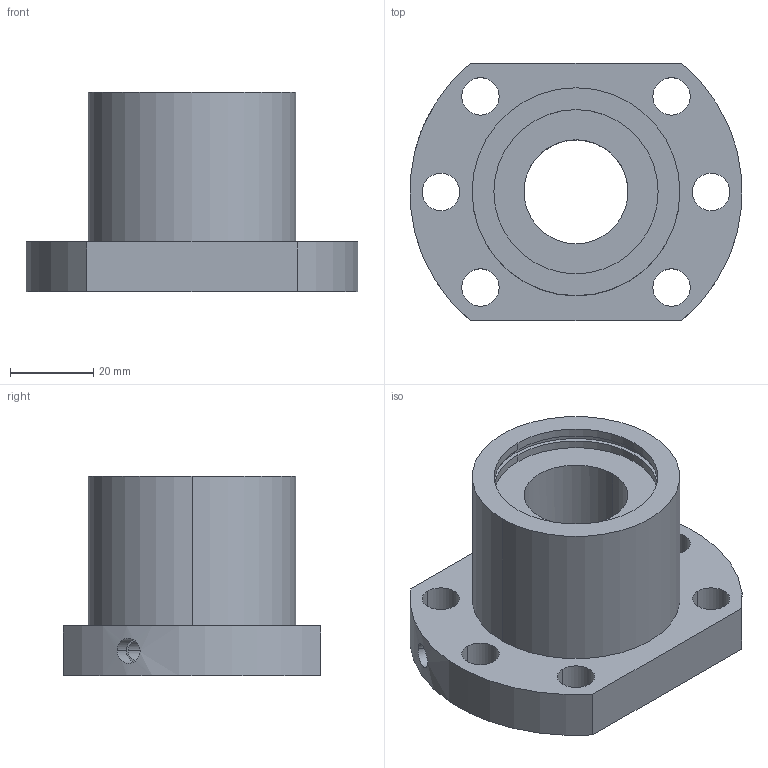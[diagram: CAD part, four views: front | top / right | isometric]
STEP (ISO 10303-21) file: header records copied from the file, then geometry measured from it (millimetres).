
FILE_DESCRIPTION((''),'2;1');
FILE_NAME('R32-5K6-FSC','2011-02-09T',('cstsai'),(''),'PRO/ENGINEER BY PARAMETRIC TECHNOLOGY CORPORATION, 2010280','PRO/ENGINEER BY PARAMETRIC TECHNOLOGY CORPORATION, 2010280','');
FILE_SCHEMA(('CONFIG_CONTROL_DESIGN'));
Length unit declared in the file: millimetre
Products named in the file (1): R32-5K6-FSC
Bounding box: 79.74 x 62 x 48 mm (x, y, z)
Volume: 86399.9 mm3; surface area: 22796.4 mm2
Topology: 1 solids, 1 shells, 46 faces, 113 edges, 75 vertices
Faces by surface type: cylinder 34, plane 12
Entity records: 1511 total; most frequent: CARTESIAN_POINT 295, DIRECTION 263, ORIENTED_EDGE 226, EDGE_CURVE 113, AXIS2_PLACEMENT_3D 111, VERTEX_POINT 75, EDGE_LOOP 68, CIRCLE 65
